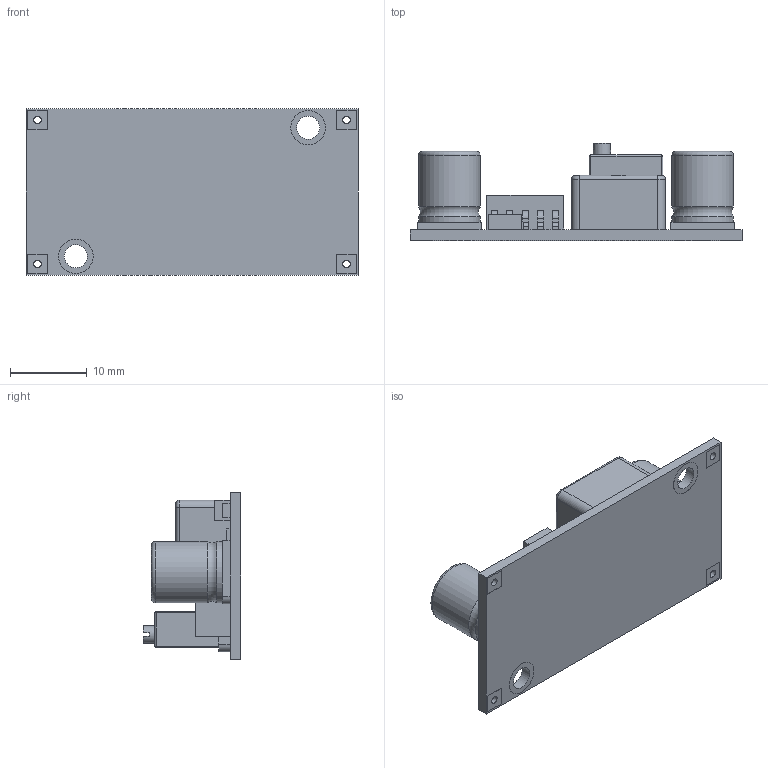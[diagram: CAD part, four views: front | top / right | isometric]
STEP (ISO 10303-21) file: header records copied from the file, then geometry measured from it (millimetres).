
FILE_DESCRIPTION(/* description */ (''),/* implementation_level */ '2;1');
FILE_NAME(/* name */ 'LM2596DCDC v4.step',/* time_stamp */ '2022-01-14T22:51:22-05:00',/* author */ (''),/* organization */ (''),/* preprocessor_version */ 'ST-DEVELOPER v18.1',/* originating_system */ 'Autodesk Translation Framework v10.10.0.1391',/* authorisation */ '');
FILE_SCHEMA (('AUTOMOTIVE_DESIGN { 1 0 10303 214 3 1 1 }'));
Length unit declared in the file: millimetre
Products named in the file (20): LM2596DCDC; BarePCB; RawPCB; PADZ; PADZ(Mirror); ScreenPrint; ElectrolyticCap; Inductor; TrimPot; Body; Screw; Regulator; Body (1); ThermTab; Pins; Pin; Diode; ElectrolyticCap_1; Base; Can
Assembly tree (25 placements, depth 4):
  LM2596DCDC
    BarePCB
      RawPCB
      PADZ
      PADZ(Mirror)
      ScreenPrint
    ElectrolyticCap
      Base
      Can
    Inductor
    TrimPot
      Body
      Screw
    Regulator
      Body (1)
      ThermTab
      Pins
        Pin  x5
    Diode
    ElectrolyticCap_1
      Base
      Can
Bounding box: 43.25 x 12.66 x 21.75 mm (x, y, z)
Volume: 4293.5 mm3; surface area: 4842.7 mm2
Topology: 44 solids, 44 shells, 474 faces, 1107 edges, 722 vertices
Faces by surface type: plane 297, cylinder 86, bspline 66, torus 17, sphere 8
Full cylindrical faces by diameter (mm): 1 x12, 2.25 x1, 3 x6, 4.5 x4, 8 x4, 10 x1
Entity records: 12798 total; most frequent: CARTESIAN_POINT 3231, ORIENTED_EDGE 1866, DIRECTION 1730, EDGE_CURVE 933, LINE 632, VECTOR 632, VERTEX_POINT 606, AXIS2_PLACEMENT_3D 549
